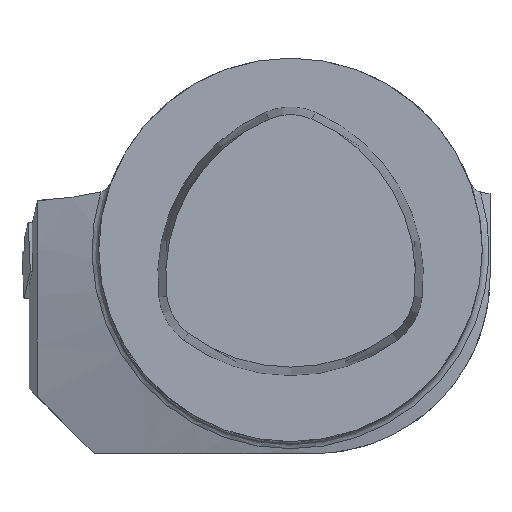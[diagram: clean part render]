
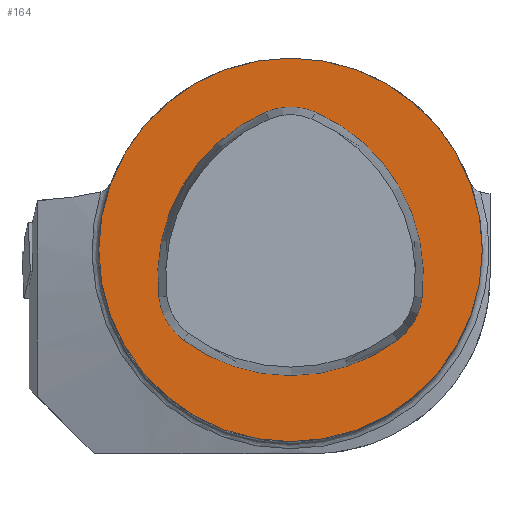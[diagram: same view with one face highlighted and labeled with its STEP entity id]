
A CAD part, top view. The second image highlights one B-rep face of the part: STEP entity #164.
In plain terms, the highlighted planar face has unit normal (0, 0, 1).
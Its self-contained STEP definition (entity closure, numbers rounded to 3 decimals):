
#164=ADVANCED_FACE('',(#275),#219,.T.);
#219=PLANE('',#1273);
#275=FACE_OUTER_BOUND('',#348,.T.);
#348=EDGE_LOOP('',(#605));
#391=CIRCLE('',#1266,25.);
#605=ORIENTED_EDGE('',*,*,#945,.T.);
#809=VERTEX_POINT('',#2297);
#945=EDGE_CURVE('',#809,#809,#391,.T.);
#1266=AXIS2_PLACEMENT_3D('',#2296,#1495,#1496);
#1273=AXIS2_PLACEMENT_3D('',#2310,#1511,#1512);
#1495=DIRECTION('',(0.,0.,1.));
#1496=DIRECTION('',(1.,0.,0.));
#1511=DIRECTION('',(0.,0.,1.));
#1512=DIRECTION('',(1.,0.,0.));
#2296=CARTESIAN_POINT('',(0.,0.,0.));
#2297=CARTESIAN_POINT('',(25.,0.,0.));
#2310=CARTESIAN_POINT('',(0.,0.,0.));
